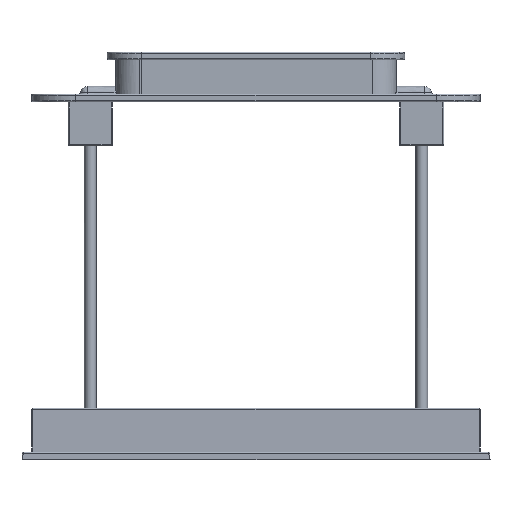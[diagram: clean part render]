
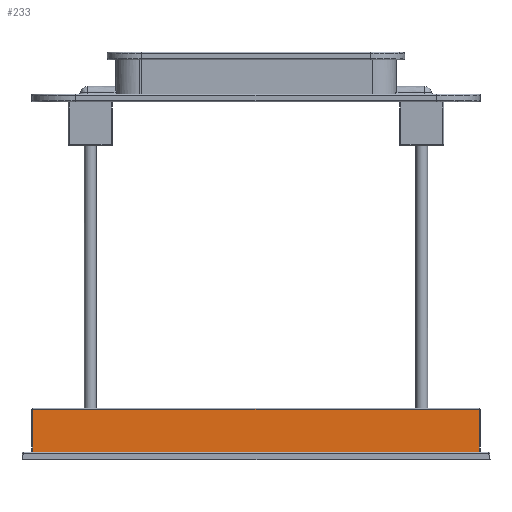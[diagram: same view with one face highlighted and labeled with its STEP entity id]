
A CAD part, front view. The second image highlights one B-rep face of the part: STEP entity #233.
In plain terms, the highlighted planar face has unit normal (0, -1, 0.005).
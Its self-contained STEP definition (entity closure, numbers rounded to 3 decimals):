
#92=B_SPLINE_CURVE_WITH_KNOTS($,1,(#4027,#4028),.UNSPECIFIED.,.F.,.F.,(2,
2),(-458.,0.),.UNSPECIFIED.);
#233=ADVANCED_FACE($,(#380),#1874,.T.);
#380=FACE_OUTER_BOUND($,#526,.T.);
#526=EDGE_LOOP($,(#974,#975,#976,#977));
#974=ORIENTED_EDGE($,*,*,#1438,.T.);
#975=ORIENTED_EDGE($,*,*,#1413,.F.);
#976=ORIENTED_EDGE($,*,*,#1412,.F.);
#977=ORIENTED_EDGE($,*,*,#1417,.F.);
#1412=EDGE_CURVE($,#1680,#1678,#2023,.T.);
#1413=EDGE_CURVE($,#1678,#1681,#2024,.T.);
#1417=EDGE_CURVE($,#1682,#1680,#2027,.T.);
#1438=EDGE_CURVE($,#1682,#1681,#92,.T.);
#1678=VERTEX_POINT($,#4240);
#1680=VERTEX_POINT($,#4242);
#1681=VERTEX_POINT($,#4243);
#1682=VERTEX_POINT($,#4244);
#1874=PLANE($,#2332);
#2023=(
BOUNDED_CURVE()
B_SPLINE_CURVE(1,(#3897,#3898),.UNSPECIFIED.,.F.,.F.)
B_SPLINE_CURVE_WITH_KNOTS((2,2),(45.754,503.293),.UNSPECIFIED.)
CURVE()
GEOMETRIC_REPRESENTATION_ITEM()
RATIONAL_B_SPLINE_CURVE((1.,1.))
REPRESENTATION_ITEM($)
);
#2024=(
BOUNDED_CURVE()
B_SPLINE_CURVE(1,(#3899,#3900),.UNSPECIFIED.,.F.,.F.)
B_SPLINE_CURVE_WITH_KNOTS((2,2),(4.413,48.419),.UNSPECIFIED.)
CURVE()
GEOMETRIC_REPRESENTATION_ITEM()
RATIONAL_B_SPLINE_CURVE((1.,1.))
REPRESENTATION_ITEM($)
);
#2027=(
BOUNDED_CURVE()
B_SPLINE_CURVE(1,(#3925,#3926),.UNSPECIFIED.,.F.,.F.)
B_SPLINE_CURVE_WITH_KNOTS((2,2),(-48.419,-4.413),.UNSPECIFIED.)
CURVE()
GEOMETRIC_REPRESENTATION_ITEM()
RATIONAL_B_SPLINE_CURVE((1.,1.))
REPRESENTATION_ITEM($)
);
#2332=AXIS2_PLACEMENT_3D($,#4187,#2390,$);
#2390=DIRECTION($,(0.,-1.,0.005));
#3897=CARTESIAN_POINT($,(-228.77,-44.77,51.956));
#3898=CARTESIAN_POINT($,(228.77,-44.77,51.956));
#3899=CARTESIAN_POINT($,(228.77,-44.77,51.956));
#3900=CARTESIAN_POINT($,(229.,-45.,7.951));
#3925=CARTESIAN_POINT($,(-229.,-45.,7.951));
#3926=CARTESIAN_POINT($,(-228.77,-44.77,51.956));
#4027=CARTESIAN_POINT($,(-229.,-45.,7.951));
#4028=CARTESIAN_POINT($,(229.,-45.,7.951));
#4187=CARTESIAN_POINT($,(-229.,-44.77,51.956));
#4240=CARTESIAN_POINT($,(228.77,-44.77,51.956));
#4242=CARTESIAN_POINT($,(-228.77,-44.77,51.956));
#4243=CARTESIAN_POINT($,(229.,-45.,7.951));
#4244=CARTESIAN_POINT($,(-229.,-45.,7.951));
